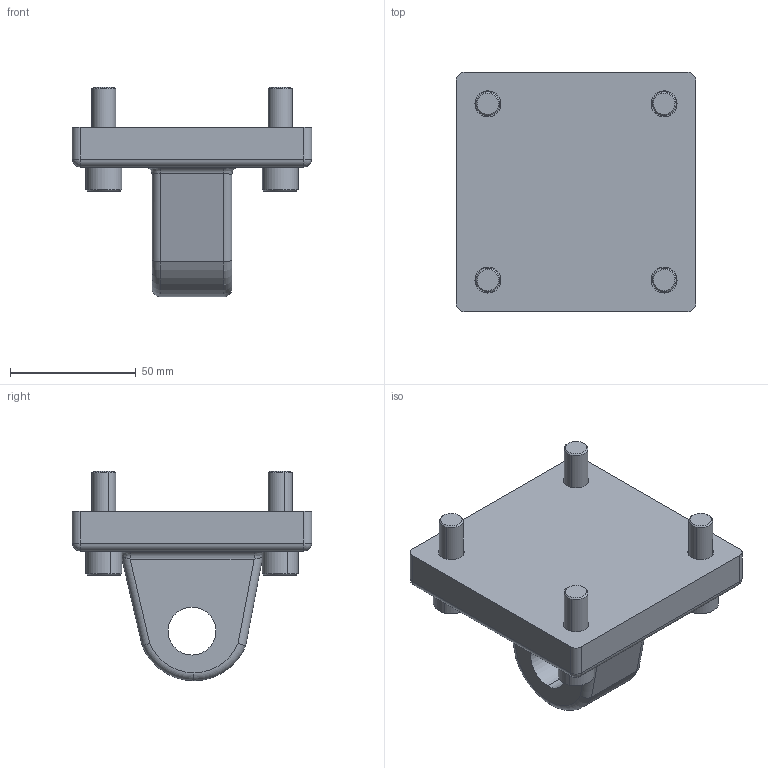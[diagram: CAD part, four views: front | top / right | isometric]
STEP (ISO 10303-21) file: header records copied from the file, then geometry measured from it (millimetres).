
FILE_DESCRIPTION (( 'STEP AP203' ), '1' );
FILE_NAME ('D2PA-4.step', '2020-09-03T19:34:35', ( '' ), ( '' ), 'SwSTEP 2.0', 'SolidWorks 2019', '' );
FILE_SCHEMA (( 'CONFIG_CONTROL_DESIGN' ));
Length unit declared in the file: inch
Products named in the file (1): D2PA-4
Bounding box: 95.25 x 95.25 x 83.32 mm (x, y, z)
Volume: 214538.9 mm3; surface area: 39811.1 mm2
Topology: 5 solids, 5 shells, 120 faces, 267 edges, 162 vertices
Faces by surface type: plane 50, cylinder 43, cone 16, sphere 4, bspline 4, torus 3
Entity records: 3517 total; most frequent: CARTESIAN_POINT 754, DIRECTION 584, ORIENTED_EDGE 526, EDGE_CURVE 263, AXIS2_PLACEMENT_3D 216, VERTEX_POINT 162, LINE 152, VECTOR 152
